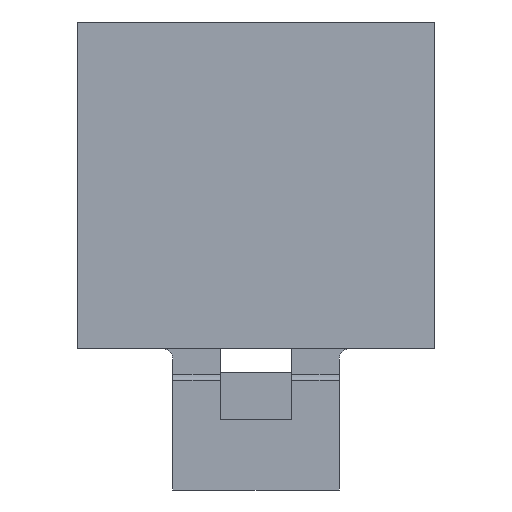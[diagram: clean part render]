
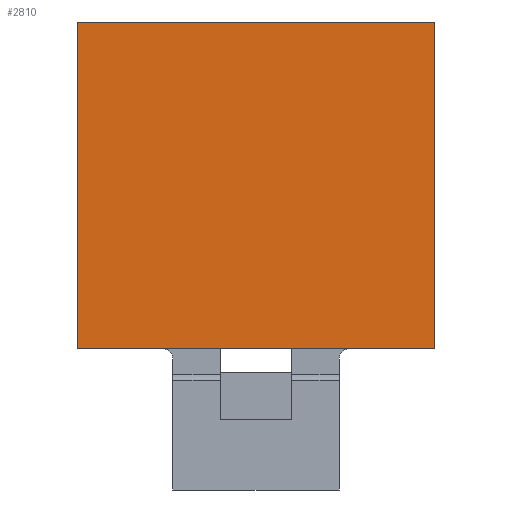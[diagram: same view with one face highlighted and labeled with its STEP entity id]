
A CAD part, front view. The second image highlights one B-rep face of the part: STEP entity #2810.
In plain terms, the highlighted planar face has unit normal (0, -1, 0).
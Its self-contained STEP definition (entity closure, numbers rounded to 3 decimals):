
#50=DIRECTION('',(1.,0.,0.));
#51=VECTOR('',#50,8.26);
#52=CARTESIAN_POINT('',(-4.13,-4.,-3.425));
#53=LINE('',#52,#51);
#960=DIRECTION('',(0.,0.,1.));
#961=VECTOR('',#960,7.565);
#962=CARTESIAN_POINT('',(-4.13,-4.,-3.425));
#963=LINE('',#962,#961);
#976=DIRECTION('',(0.,0.,-1.));
#977=VECTOR('',#976,7.565);
#978=CARTESIAN_POINT('',(4.13,-4.,4.14));
#979=LINE('',#978,#977);
#993=DIRECTION('',(1.,0.,0.));
#994=VECTOR('',#993,8.26);
#995=CARTESIAN_POINT('',(-4.13,-4.,4.14));
#996=LINE('',#995,#994);
#1233=CARTESIAN_POINT('',(-4.13,-4.,-3.425));
#1234=VERTEX_POINT('',#1233);
#1235=CARTESIAN_POINT('',(-4.13,-4.,4.14));
#1236=VERTEX_POINT('',#1235);
#1243=CARTESIAN_POINT('',(4.13,-4.,-3.425));
#1245=VERTEX_POINT('',#1243);
#1251=CARTESIAN_POINT('',(4.13,-4.,4.14));
#1252=VERTEX_POINT('',#1251);
#2798=CARTESIAN_POINT('',(3.42,-4.,4.14));
#2799=DIRECTION('',(0.,-1.,0.));
#2800=DIRECTION('',(0.,0.,-1.));
#2801=AXIS2_PLACEMENT_3D('',#2798,#2799,#2800);
#2802=PLANE('',#2801);
#2803=ORIENTED_EDGE('',*,*,#1415,.F.);
#2804=ORIENTED_EDGE('',*,*,#2763,.T.);
#2806=ORIENTED_EDGE('',*,*,#2805,.T.);
#2807=ORIENTED_EDGE('',*,*,#2789,.T.);
#2808=EDGE_LOOP('',(#2803,#2804,#2806,#2807));
#2809=FACE_OUTER_BOUND('',#2808,.F.);
#2810=ADVANCED_FACE('',(#2809),#2802,.T.);
#1415=EDGE_CURVE('',#1234,#1245,#53,.T.);
#2763=EDGE_CURVE('',#1234,#1236,#963,.T.);
#2789=EDGE_CURVE('',#1252,#1245,#979,.T.);
#2805=EDGE_CURVE('',#1236,#1252,#996,.T.);
